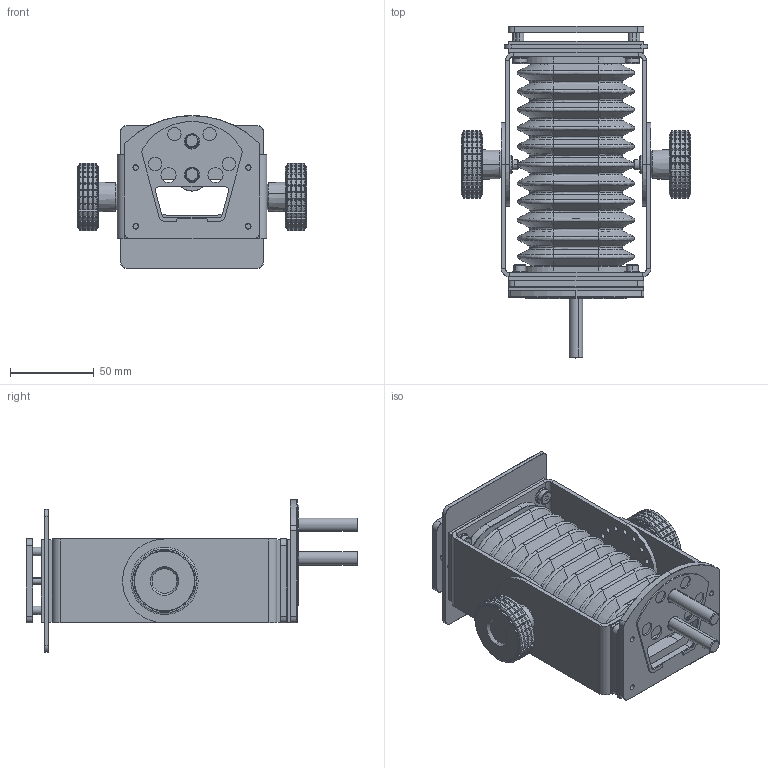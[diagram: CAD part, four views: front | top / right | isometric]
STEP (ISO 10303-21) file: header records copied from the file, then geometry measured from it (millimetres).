
FILE_DESCRIPTION (( 'STEP AP214' ), '1' );
FILE_NAME ('50020003.STEP', '2008-10-29T14:19:15', ( ' ' ), ( '' ), 'SwSTEP 2.0', 'SolidWorks 2008', '' );
FILE_SCHEMA (( 'AUTOMOTIVE_DESIGN' ));
Length unit declared in the file: millimetre
Products named in the file (18): 95508_Standard; 82306_Standard; 93290_Standard; 95513_Standard; Einpressmutter S-M6-1_Standard; 95509_Standard; 82373_Standard; 83258_Standard; 95511_Standard; 93652_Standard; 98676_Standard; 94752_Standard; 83257_Standard; 93653_Standard; 95510_Standard; 94660_Faltenbalg eingebaut; 50020003
Assembly tree (37 placements, depth 3):
  50020003
    98676_Standard  x2
    82373_Standard  x4
    93652_Standard  x4
    94660_Faltenbalg eingebaut
    95509_Standard
    83258_Standard  x4
    95513_Standard
    93290_Standard  x2
    95511_Standard  x2
    83257_Standard  x4
    93653_Standard  x4
    94752_Standard  x2
    82306_Standard
    95510_Standard
    95508_Standard
      Einpressmutter S-M6-1_Standard  x2
      95508_Standard
Bounding box: 137 x 197.75 x 91.1 mm (x, y, z)
Volume: 224705.9 mm3; surface area: 211771.7 mm2
Topology: 38 solids, 38 shells, 2742 faces, 6705 edges, 4067 vertices
Faces by surface type: cylinder 915, cone 694, plane 611, bspline 330, torus 160, sphere 32
Entity records: 84539 total; most frequent: CARTESIAN_POINT 36259, ORIENTED_EDGE 8316, DIRECTION 7761, EDGE_CURVE 4158, AXIS2_PLACEMENT_3D 3092, VERTEX_POINT 2499, EDGE_LOOP 1935, ADVANCED_FACE 1746
